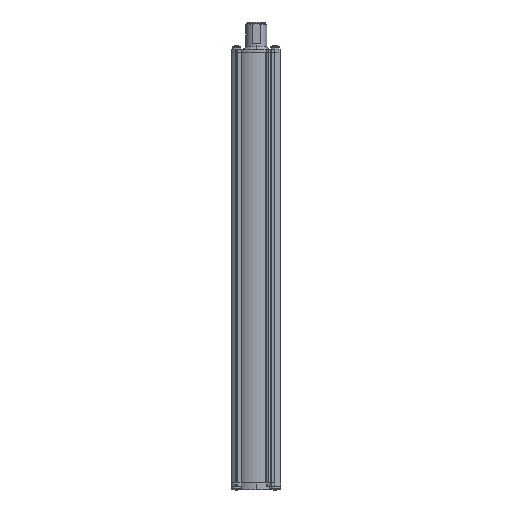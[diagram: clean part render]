
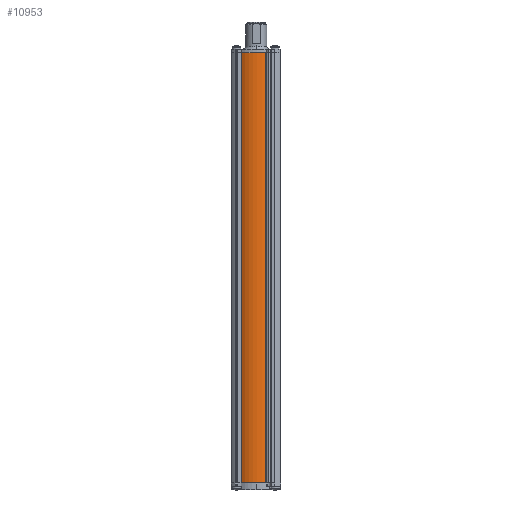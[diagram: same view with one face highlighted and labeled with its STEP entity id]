
A CAD part, left-side view. The second image highlights one B-rep face of the part: STEP entity #10953.
In plain terms, the highlighted cylindrical face has radius 15 mm (diameter 30 mm), a partial arc.
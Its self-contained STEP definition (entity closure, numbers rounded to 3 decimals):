
#59 = DIRECTION ( 'NONE',  ( 1., 0., 0. ) ) ;
#490 = VECTOR ( 'NONE', #9949, 1000. ) ;
#896 = AXIS2_PLACEMENT_3D ( 'NONE', #4601, #10315, #59 ) ;
#1281 = CIRCLE ( 'NONE', #14420, 15. ) ;
#1754 = EDGE_CURVE ( 'NONE', #5830, #9253, #1281, .T. ) ;
#2009 = DIRECTION ( 'NONE',  ( 1., 0., 0. ) ) ;
#2123 = VERTEX_POINT ( 'NONE', #13086 ) ;
#2349 = CIRCLE ( 'NONE', #13698, 15. ) ;
#4071 = LINE ( 'NONE', #8644, #490 ) ;
#4601 = CARTESIAN_POINT ( 'NONE',  ( 0., 0., -248. ) ) ;
#5500 = CARTESIAN_POINT ( 'NONE',  ( 0., 0., -2. ) ) ;
#5830 = VERTEX_POINT ( 'NONE', #15866 ) ;
#5965 = CARTESIAN_POINT ( 'NONE',  ( -13.951, -5.51, -248. ) ) ;
#6155 = EDGE_CURVE ( 'NONE', #9253, #17464, #4071, .T. ) ;
#6280 = CARTESIAN_POINT ( 'NONE',  ( 0., 0., -248. ) ) ;
#6506 = EDGE_LOOP ( 'NONE', ( #9175, #6746, #7509, #17506 ) ) ;
#6746 = ORIENTED_EDGE ( 'NONE', *, *, #6155, .F. ) ;
#7509 = ORIENTED_EDGE ( 'NONE', *, *, #1754, .F. ) ;
#8644 = CARTESIAN_POINT ( 'NONE',  ( -12.3, 8.585, -248. ) ) ;
#8912 = EDGE_CURVE ( 'NONE', #2123, #17464, #2349, .T. ) ;
#9175 = ORIENTED_EDGE ( 'NONE', *, *, #8912, .T. ) ;
#9253 = VERTEX_POINT ( 'NONE', #18313 ) ;
#9898 = DIRECTION ( 'NONE',  ( 0., 0., 1. ) ) ;
#9949 = DIRECTION ( 'NONE',  ( 0., 0., 1. ) ) ;
#9989 = DIRECTION ( 'NONE',  ( 1., 0., 0. ) ) ;
#10315 = DIRECTION ( 'NONE',  ( 0., 0., 1. ) ) ;
#10953 = ADVANCED_FACE ( 'NONE', ( #11724 ), #17446, .T. ) ;
#11210 = DIRECTION ( 'NONE',  ( 0., 0., -1. ) ) ;
#11724 = FACE_OUTER_BOUND ( 'NONE', #6506, .T. ) ;
#11866 = EDGE_CURVE ( 'NONE', #5830, #2123, #14491, .T. ) ;
#13086 = CARTESIAN_POINT ( 'NONE',  ( -13.951, -5.51, -2. ) ) ;
#13698 = AXIS2_PLACEMENT_3D ( 'NONE', #5500, #11210, #9989 ) ;
#14420 = AXIS2_PLACEMENT_3D ( 'NONE', #6280, #14806, #2009 ) ;
#14491 = LINE ( 'NONE', #5965, #16439 ) ;
#14806 = DIRECTION ( 'NONE',  ( 0., 0., -1. ) ) ;
#15196 = CARTESIAN_POINT ( 'NONE',  ( -12.3, 8.585, -2. ) ) ;
#15866 = CARTESIAN_POINT ( 'NONE',  ( -13.951, -5.51, -248. ) ) ;
#16439 = VECTOR ( 'NONE', #9898, 1000. ) ;
#17446 = CYLINDRICAL_SURFACE ( 'NONE', #896, 15. ) ;
#17464 = VERTEX_POINT ( 'NONE', #15196 ) ;
#17506 = ORIENTED_EDGE ( 'NONE', *, *, #11866, .T. ) ;
#18313 = CARTESIAN_POINT ( 'NONE',  ( -12.3, 8.585, -248. ) ) ;
